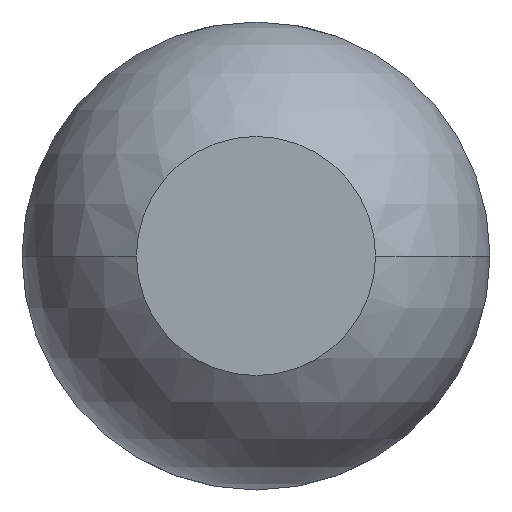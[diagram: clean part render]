
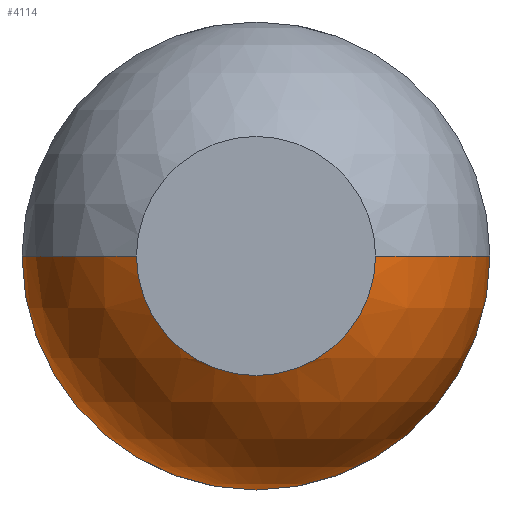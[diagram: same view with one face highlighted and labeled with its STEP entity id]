
A CAD part, front view. The second image highlights one B-rep face of the part: STEP entity #4114.
In plain terms, the highlighted spherical face has radius 0.685 mm.
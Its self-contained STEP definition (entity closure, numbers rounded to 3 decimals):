
#113 = AXIS2_PLACEMENT_3D ( 'NONE', #3262, #1359, #1341 ) ;
#380 = CARTESIAN_POINT ( 'NONE',  ( 0., -27., 0. ) ) ;
#381 = EDGE_CURVE ( 'Defeature ausgef�hrt1_9+Defeature ausgef�hrt1_4+Defeature ausgef�hrt1_4+Defeature ausgef�hrt1_4', #3936, #3093, #1524, .T. ) ;
#426 = CARTESIAN_POINT ( 'NONE',  ( 0., -26.411, 0. ) ) ;
#477 = AXIS2_PLACEMENT_3D ( 'NONE', #426, #1427, #2715 ) ;
#612 = AXIS2_PLACEMENT_3D ( 'NONE', #1490, #2735, #2142 ) ;
#794 = ORIENTED_EDGE ( 'NONE', *, *, #3160, .F. ) ;
#806 = DIRECTION ( 'NONE',  ( 0., 0., 1. ) ) ;
#824 = FACE_OUTER_BOUND ( 'NONE', #1059, .T. ) ;
#913 = AXIS2_PLACEMENT_3D ( 'NONE', #1709, #2031, #2071 ) ;
#1026 = CARTESIAN_POINT ( 'NONE',  ( 0., -26.411, -0.685 ) ) ;
#1027 = CIRCLE ( 'NONE', #477, 0.685 ) ;
#1059 = EDGE_LOOP ( 'NONE', ( #3812, #3141, #2894, #794, #1392, #2856 ) ) ;
#1122 = AXIS2_PLACEMENT_3D ( 'NONE', #3428, #1507, #806 ) ;
#1341 = DIRECTION ( 'NONE',  ( 0., 0., -1. ) ) ;
#1359 = DIRECTION ( 'NONE',  ( 0., -1., 0. ) ) ;
#1375 = CARTESIAN_POINT ( 'NONE',  ( -0.685, -26.411, 0. ) ) ;
#1392 = ORIENTED_EDGE ( 'NONE', *, *, #3581, .F. ) ;
#1427 = DIRECTION ( 'NONE',  ( 0., 0., 1. ) ) ;
#1435 = DIRECTION ( 'NONE',  ( -1., 0., 0. ) ) ;
#1490 = CARTESIAN_POINT ( 'NONE',  ( 0., -26.411, 0. ) ) ;
#1507 = DIRECTION ( 'NONE',  ( 0., 1., 0. ) ) ;
#1524 = CIRCLE ( 'NONE', #2434, 0.35 ) ;
#1685 = VERTEX_POINT ( 'NONE', #2650 ) ;
#1709 = CARTESIAN_POINT ( 'NONE',  ( 0., -26.411, 0. ) ) ;
#2031 = DIRECTION ( 'NONE',  ( 0., 1., 0. ) ) ;
#2071 = DIRECTION ( 'NONE',  ( 0., 0., 1. ) ) ;
#2142 = DIRECTION ( 'NONE',  ( 1., 0., 0. ) ) ;
#2301 = EDGE_CURVE ( 'NONE', #3936, #3864, #4093, .T. ) ;
#2327 = DIRECTION ( 'NONE',  ( 0., -1., 0. ) ) ;
#2434 = AXIS2_PLACEMENT_3D ( 'NONE', #380, #2327, #2584 ) ;
#2451 = CIRCLE ( 'NONE', #913, 0.685 ) ;
#2530 = SPHERICAL_SURFACE ( 'NONE', #612, 0.685 ) ;
#2584 = DIRECTION ( 'NONE',  ( 0., 0., -1. ) ) ;
#2601 = CARTESIAN_POINT ( 'NONE',  ( 0., -27., -0.35 ) ) ;
#2628 = CIRCLE ( 'NONE', #1122, 0.685 ) ;
#2650 = CARTESIAN_POINT ( 'NONE',  ( 0.35, -27., 0. ) ) ;
#2715 = DIRECTION ( 'NONE',  ( 1., 0., 0. ) ) ;
#2735 = DIRECTION ( 'NONE',  ( 0., 0., -1. ) ) ;
#2856 = ORIENTED_EDGE ( 'NONE', *, *, #3866, .F. ) ;
#2894 = ORIENTED_EDGE ( 'NONE', *, *, #4041, .F. ) ;
#2917 = CARTESIAN_POINT ( 'NONE',  ( 0.685, -26.411, 0. ) ) ;
#3087 = CIRCLE ( 'NONE', #113, 0.35 ) ;
#3093 = VERTEX_POINT ( 'NONE', #2601 ) ;
#3141 = ORIENTED_EDGE ( 'NONE', *, *, #2301, .T. ) ;
#3160 = EDGE_CURVE ( 'Defeature ausgef�hrt1_5+Defeature ausgef�hrt1_4+Defeature ausgef�hrt1_4+Defeature ausgef�hrt1_4', #3561, #3518, #2628, .T. ) ;
#3262 = CARTESIAN_POINT ( 'NONE',  ( 0., -27., 0. ) ) ;
#3317 = DIRECTION ( 'NONE',  ( 0., 0., -1. ) ) ;
#3428 = CARTESIAN_POINT ( 'NONE',  ( 0., -26.411, 0. ) ) ;
#3518 = VERTEX_POINT ( 'NONE', #1026 ) ;
#3561 = VERTEX_POINT ( 'NONE', #2917 ) ;
#3581 = EDGE_CURVE ( 'NONE', #1685, #3561, #1027, .T. ) ;
#3614 = AXIS2_PLACEMENT_3D ( 'NONE', #3987, #3317, #1435 ) ;
#3812 = ORIENTED_EDGE ( 'NONE', *, *, #381, .F. ) ;
#3864 = VERTEX_POINT ( 'NONE', #1375 ) ;
#3866 = EDGE_CURVE ( 'Defeature ausgef�hrt1_9+Defeature ausgef�hrt1_4+Defeature ausgef�hrt1_4+Defeature ausgef�hrt1_4', #3093, #1685, #3087, .T. ) ;
#3904 = CARTESIAN_POINT ( 'NONE',  ( -0.35, -27., 0. ) ) ;
#3936 = VERTEX_POINT ( 'NONE', #3904 ) ;
#3987 = CARTESIAN_POINT ( 'NONE',  ( 0., -26.411, 0. ) ) ;
#4041 = EDGE_CURVE ( 'Defeature ausgef�hrt1_5+Defeature ausgef�hrt1_4+Defeature ausgef�hrt1_4+Defeature ausgef�hrt1_4', #3518, #3864, #2451, .T. ) ;
#4093 = CIRCLE ( 'NONE', #3614, 0.685 ) ;
#4114 = ADVANCED_FACE ( 'Defeature ausgef�hrt1_4', ( #824 ), #2530, .T. ) ;
